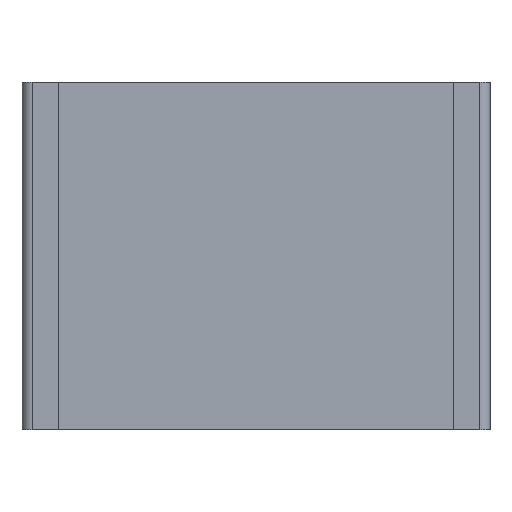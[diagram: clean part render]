
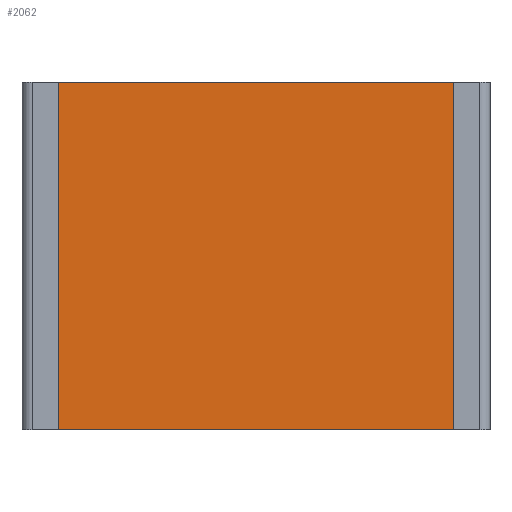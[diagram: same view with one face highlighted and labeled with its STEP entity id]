
A CAD part, front view. The second image highlights one B-rep face of the part: STEP entity #2062.
In plain terms, the highlighted planar face has unit normal (0, -1, 0).
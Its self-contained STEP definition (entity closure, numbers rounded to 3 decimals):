
#134=FACE_OUTER_BOUND('',#238,.T.);
#238=EDGE_LOOP('',(#1809,#1810,#1811,#1812,#1813,#1814,#1815,#1816,#1817,
#1818,#1819,#1820));
#460=LINE('',#3201,#704);
#472=LINE('',#3235,#716);
#473=LINE('',#3240,#717);
#476=LINE('',#3250,#720);
#477=LINE('',#3253,#721);
#479=LINE('',#3262,#723);
#482=LINE('',#3271,#726);
#494=LINE('',#3302,#738);
#495=LINE('',#3307,#739);
#498=LINE('',#3314,#742);
#536=LINE('',#3389,#780);
#539=LINE('',#3395,#783);
#704=VECTOR('',#2611,10.);
#716=VECTOR('',#2635,10.);
#717=VECTOR('',#2640,10.);
#720=VECTOR('',#2649,10.);
#721=VECTOR('',#2652,10.);
#723=VECTOR('',#2660,10.);
#726=VECTOR('',#2669,10.);
#738=VECTOR('',#2691,10.);
#739=VECTOR('',#2696,10.);
#742=VECTOR('',#2703,10.);
#780=VECTOR('',#2767,10.);
#783=VECTOR('',#2776,10.);
#921=VERTEX_POINT('',#3194);
#924=VERTEX_POINT('',#3199);
#940=VERTEX_POINT('',#3233);
#942=VERTEX_POINT('',#3238);
#943=VERTEX_POINT('',#3243);
#946=VERTEX_POINT('',#3248);
#947=VERTEX_POINT('',#3252);
#950=VERTEX_POINT('',#3259);
#951=VERTEX_POINT('',#3261);
#954=VERTEX_POINT('',#3269);
#969=VERTEX_POINT('',#3304);
#972=VERTEX_POINT('',#3311);
#1186=EDGE_CURVE('',#921,#924,#460,.T.);
#1203=EDGE_CURVE('',#924,#940,#472,.T.);
#1205=EDGE_CURVE('',#942,#940,#473,.T.);
#1210=EDGE_CURVE('',#943,#946,#476,.T.);
#1211=EDGE_CURVE('',#947,#943,#477,.T.);
#1215=EDGE_CURVE('',#950,#951,#479,.T.);
#1220=EDGE_CURVE('',#950,#954,#482,.T.);
#1236=EDGE_CURVE('',#951,#946,#494,.T.);
#1238=EDGE_CURVE('',#969,#954,#495,.T.);
#1242=EDGE_CURVE('',#947,#972,#498,.T.);
#1280=EDGE_CURVE('',#972,#942,#536,.T.);
#1283=EDGE_CURVE('',#921,#969,#539,.T.);
#1809=ORIENTED_EDGE('',*,*,#1186,.T.);
#1810=ORIENTED_EDGE('',*,*,#1203,.T.);
#1811=ORIENTED_EDGE('',*,*,#1205,.F.);
#1812=ORIENTED_EDGE('',*,*,#1280,.F.);
#1813=ORIENTED_EDGE('',*,*,#1242,.F.);
#1814=ORIENTED_EDGE('',*,*,#1211,.T.);
#1815=ORIENTED_EDGE('',*,*,#1210,.T.);
#1816=ORIENTED_EDGE('',*,*,#1236,.F.);
#1817=ORIENTED_EDGE('',*,*,#1215,.F.);
#1818=ORIENTED_EDGE('',*,*,#1220,.T.);
#1819=ORIENTED_EDGE('',*,*,#1238,.F.);
#1820=ORIENTED_EDGE('',*,*,#1283,.F.);
#1961=PLANE('',#2237);
#2062=ADVANCED_FACE('',(#134),#1961,.F.);
#2237=AXIS2_PLACEMENT_3D('',#3394,#2774,#2775);
#2611=DIRECTION('',(0.,0.,-1.));
#2635=DIRECTION('',(1.,0.,0.));
#2640=DIRECTION('',(0.,0.,-1.));
#2649=DIRECTION('',(0.,0.,1.));
#2652=DIRECTION('',(-1.,0.,0.));
#2660=DIRECTION('',(0.,0.,1.));
#2669=DIRECTION('',(-1.,0.,0.));
#2691=DIRECTION('',(1.,0.,0.));
#2696=DIRECTION('',(0.,0.,1.));
#2703=DIRECTION('',(0.,0.,-1.));
#2767=DIRECTION('',(-1.,0.,0.));
#2774=DIRECTION('center_axis',(0.,1.,0.));
#2775=DIRECTION('ref_axis',(1.,0.,0.));
#2776=DIRECTION('',(-1.,0.,0.));
#3194=CARTESIAN_POINT('',(-50.,-22.55,-29.03));
#3199=CARTESIAN_POINT('',(-50.,-22.55,-29.63));
#3201=CARTESIAN_POINT('',(-50.,-22.55,-29.03));
#3233=CARTESIAN_POINT('',(50.,-22.55,-29.63));
#3235=CARTESIAN_POINT('',(-54.1,-22.55,-29.63));
#3238=CARTESIAN_POINT('',(50.,-22.55,-29.03));
#3240=CARTESIAN_POINT('',(50.,-22.55,-29.03));
#3243=CARTESIAN_POINT('',(50.,-22.55,56.));
#3248=CARTESIAN_POINT('',(50.,-22.55,56.6));
#3250=CARTESIAN_POINT('',(50.,-22.55,55.));
#3252=CARTESIAN_POINT('',(54.1,-22.55,56.));
#3253=CARTESIAN_POINT('',(-27.5,-22.55,56.));
#3259=CARTESIAN_POINT('',(-50.,-22.55,56.));
#3261=CARTESIAN_POINT('',(-50.,-22.55,56.6));
#3262=CARTESIAN_POINT('',(-50.,-22.55,55.));
#3269=CARTESIAN_POINT('',(-54.1,-22.55,56.));
#3271=CARTESIAN_POINT('',(-27.5,-22.55,56.));
#3302=CARTESIAN_POINT('',(-54.1,-22.55,56.6));
#3304=CARTESIAN_POINT('',(-54.1,-22.55,-29.03));
#3307=CARTESIAN_POINT('',(-54.1,-22.55,55.));
#3311=CARTESIAN_POINT('',(54.1,-22.55,-29.03));
#3314=CARTESIAN_POINT('',(54.1,-22.55,55.));
#3389=CARTESIAN_POINT('',(-27.5,-22.55,-29.03));
#3394=CARTESIAN_POINT('Origin',(-50.,-22.55,-29.03));
#3395=CARTESIAN_POINT('',(-27.5,-22.55,-29.03));
